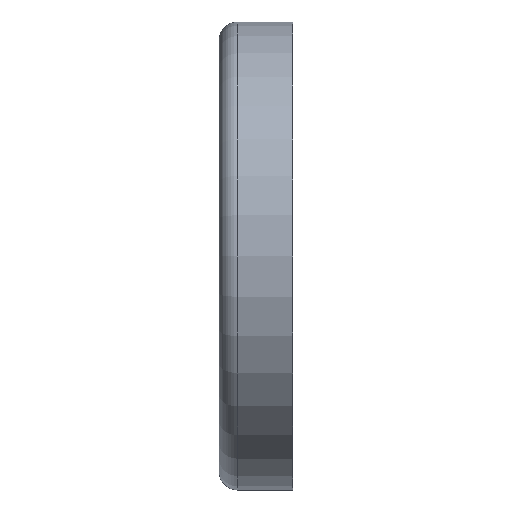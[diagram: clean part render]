
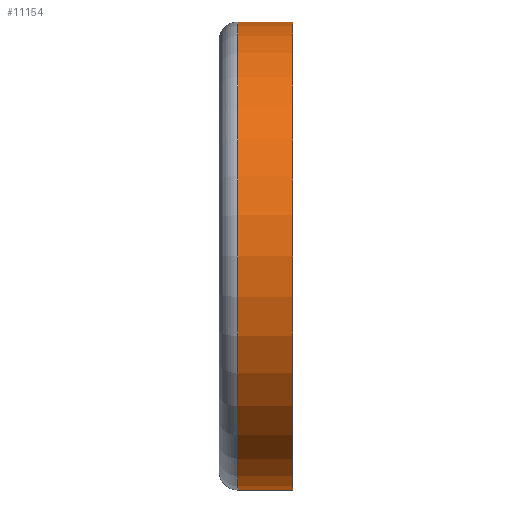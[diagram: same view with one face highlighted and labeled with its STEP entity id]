
A CAD part, left-side view. The second image highlights one B-rep face of the part: STEP entity #11154.
In plain terms, the highlighted cylindrical face has radius 38 mm (diameter 76 mm), a partial arc.
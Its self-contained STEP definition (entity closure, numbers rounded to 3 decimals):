
#56 = CARTESIAN_POINT ( 'NONE',  ( 0., 0., -38. ) ) ;
#108 = DIRECTION ( 'NONE',  ( 0., -1., 0. ) ) ;
#803 = CARTESIAN_POINT ( 'NONE',  ( 0., 0., 38. ) ) ;
#859 = ORIENTED_EDGE ( 'NONE', *, *, #4840, .T. ) ;
#1191 = AXIS2_PLACEMENT_3D ( 'NONE', #7684, #17126, #17001 ) ;
#1371 = EDGE_LOOP ( 'NONE', ( #15139, #5094, #859, #4338 ) ) ;
#1516 = CARTESIAN_POINT ( 'NONE',  ( 0., 9., -38. ) ) ;
#1827 = EDGE_CURVE ( 'NONE', #14990, #17239, #7827, .T. ) ;
#1884 = CARTESIAN_POINT ( 'NONE',  ( 0., 9., 38. ) ) ;
#2465 = CYLINDRICAL_SURFACE ( 'NONE', #1191, 38. ) ;
#3039 = VERTEX_POINT ( 'NONE', #1884 ) ;
#4338 = ORIENTED_EDGE ( 'NONE', *, *, #1827, .F. ) ;
#4754 = VECTOR ( 'NONE', #12763, 1000. ) ;
#4840 = EDGE_CURVE ( 'NONE', #11901, #17239, #12591, .T. ) ;
#4859 = DIRECTION ( 'NONE',  ( 0., -1., 0. ) ) ;
#4997 = CARTESIAN_POINT ( 'NONE',  ( 0., 0., 0. ) ) ;
#5094 = ORIENTED_EDGE ( 'NONE', *, *, #17205, .T. ) ;
#6837 = FACE_OUTER_BOUND ( 'NONE', #1371, .T. ) ;
#7392 = CARTESIAN_POINT ( 'NONE',  ( 0., 0., 38. ) ) ;
#7684 = CARTESIAN_POINT ( 'NONE',  ( 0., 0., 0. ) ) ;
#7827 = CIRCLE ( 'NONE', #14432, 38. ) ;
#9387 = DIRECTION ( 'NONE',  ( 0., -1., 0. ) ) ;
#9871 = EDGE_CURVE ( 'NONE', #3039, #14990, #16252, .T. ) ;
#10299 = VECTOR ( 'NONE', #4859, 1000. ) ;
#10829 = CARTESIAN_POINT ( 'NONE',  ( 0., 9., 0. ) ) ;
#11154 = ADVANCED_FACE ( 'NONE', ( #6837 ), #2465, .T. ) ;
#11901 = VERTEX_POINT ( 'NONE', #1516 ) ;
#11956 = DIRECTION ( 'NONE',  ( 0., 0., -1. ) ) ;
#12114 = DIRECTION ( 'NONE',  ( 0., 0., -1. ) ) ;
#12591 = LINE ( 'NONE', #15315, #10299 ) ;
#12763 = DIRECTION ( 'NONE',  ( 0., -1., 0. ) ) ;
#12886 = AXIS2_PLACEMENT_3D ( 'NONE', #10829, #108, #12114 ) ;
#14432 = AXIS2_PLACEMENT_3D ( 'NONE', #4997, #9387, #11956 ) ;
#14990 = VERTEX_POINT ( 'NONE', #803 ) ;
#15139 = ORIENTED_EDGE ( 'NONE', *, *, #9871, .F. ) ;
#15315 = CARTESIAN_POINT ( 'NONE',  ( 0., 0., -38. ) ) ;
#16252 = LINE ( 'NONE', #7392, #4754 ) ;
#16416 = CIRCLE ( 'NONE', #12886, 38. ) ;
#17001 = DIRECTION ( 'NONE',  ( 0., 0., -1. ) ) ;
#17126 = DIRECTION ( 'NONE',  ( 0., -1., 0. ) ) ;
#17205 = EDGE_CURVE ( 'NONE', #3039, #11901, #16416, .T. ) ;
#17239 = VERTEX_POINT ( 'NONE', #56 ) ;
